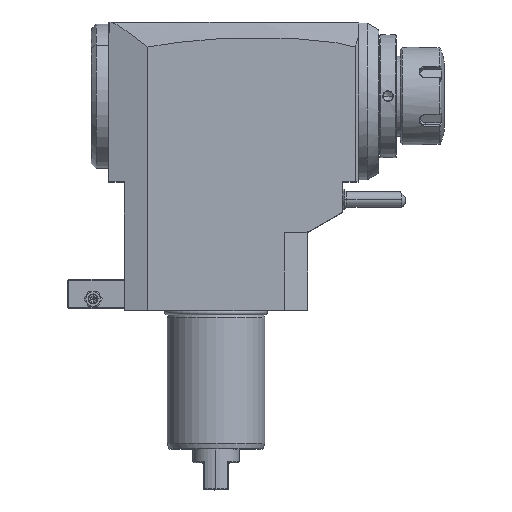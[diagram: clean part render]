
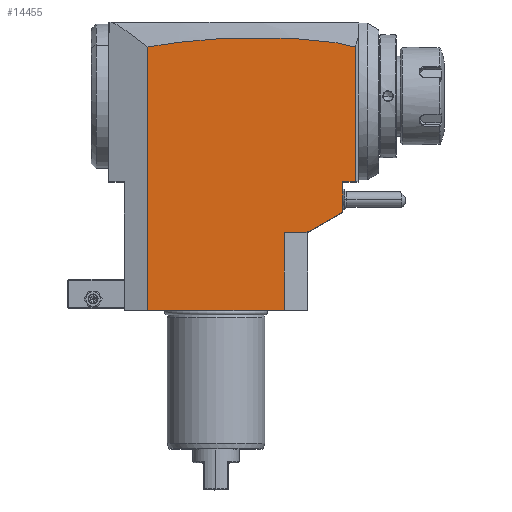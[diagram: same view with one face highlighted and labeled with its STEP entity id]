
A CAD part, top view. The second image highlights one B-rep face of the part: STEP entity #14455.
In plain terms, the highlighted planar face has unit normal (0, 0, 1).
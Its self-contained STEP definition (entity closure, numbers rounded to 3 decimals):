
#9=DIRECTION('',(-1.,0.,0.));
#10=VECTOR('',#9,70.);
#11=CARTESIAN_POINT('',(35.,0.,44.));
#12=LINE('',#11,#10);
#4198=DIRECTION('',(1.,0.,0.));
#4199=VECTOR('',#4198,11.);
#4200=CARTESIAN_POINT('',(35.,40.,44.));
#4201=LINE('',#4200,#4199);
#4214=DIRECTION('',(0.,1.,0.));
#4215=VECTOR('',#4214,40.);
#4216=CARTESIAN_POINT('',(35.,0.,44.));
#4217=LINE('',#4216,#4215);
#4246=DIRECTION('',(0.,-1.,0.));
#4247=VECTOR('',#4246,15.608);
#4248=CARTESIAN_POINT('',(65.,66.,44.));
#4249=LINE('',#4248,#4247);
#4250=DIRECTION('',(-0.866,-0.5,0.));
#4251=VECTOR('',#4250,20.785);
#4252=CARTESIAN_POINT('',(65.,50.392,44.));
#4253=LINE('',#4252,#4251);
#4254=DIRECTION('',(0.,1.,0.));
#4255=VECTOR('',#4254,0.577);
#4256=CARTESIAN_POINT('',(47.,40.,44.));
#4257=LINE('',#4256,#4255);
#4258=DIRECTION('',(0.866,0.5,0.));
#4259=VECTOR('',#4258,1.155);
#4260=CARTESIAN_POINT('',(46.,40.,44.));
#4261=LINE('',#4260,#4259);
#4262=DIRECTION('',(0.,1.,0.));
#4263=VECTOR('',#4262,135.17);
#4264=CARTESIAN_POINT('',(-35.,0.,44.));
#4265=LINE('',#4264,#4263);
#4266=CARTESIAN_POINT('',(71.5,135.054,44.));
#4267=CARTESIAN_POINT('',(71.179,135.166,44.));
#4268=CARTESIAN_POINT('',(70.506,135.391,44.));
#4269=CARTESIAN_POINT('',(69.391,135.726,44.));
#4270=CARTESIAN_POINT('',(68.203,136.049,44.));
#4271=CARTESIAN_POINT('',(66.962,136.356,44.));
#4272=CARTESIAN_POINT('',(65.699,136.642,44.));
#4273=CARTESIAN_POINT('',(64.364,136.92,44.));
#4274=CARTESIAN_POINT('',(62.9,137.199,44.));
#4275=CARTESIAN_POINT('',(61.25,137.486,44.));
#4276=CARTESIAN_POINT('',(59.361,137.784,44.));
#4277=CARTESIAN_POINT('',(57.22,138.087,44.));
#4278=CARTESIAN_POINT('',(54.816,138.388,44.));
#4279=CARTESIAN_POINT('',(52.117,138.685,44.));
#4280=CARTESIAN_POINT('',(49.04,138.977,44.));
#4281=CARTESIAN_POINT('',(45.515,139.256,44.));
#4282=CARTESIAN_POINT('',(41.536,139.51,44.));
#4283=CARTESIAN_POINT('',(37.11,139.723,44.));
#4284=CARTESIAN_POINT('',(32.411,139.878,44.));
#4285=CARTESIAN_POINT('',(27.56,139.968,44.));
#4286=CARTESIAN_POINT('',(22.553,139.991,44.));
#4287=CARTESIAN_POINT('',(17.43,139.945,44.));
#4288=CARTESIAN_POINT('',(12.269,139.829,44.));
#4289=CARTESIAN_POINT('',(7.097,139.645,44.));
#4290=CARTESIAN_POINT('',(1.885,139.39,44.));
#4291=CARTESIAN_POINT('',(-3.265,139.068,44.));
#4292=CARTESIAN_POINT('',(-8.121,138.696,44.));
#4293=CARTESIAN_POINT('',(-12.531,138.3,44.));
#4294=CARTESIAN_POINT('',(-16.628,137.878,44.));
#4295=CARTESIAN_POINT('',(-20.512,137.426,44.));
#4296=CARTESIAN_POINT('',(-24.296,136.933,44.));
#4297=CARTESIAN_POINT('',(-27.975,136.396,44.));
#4298=CARTESIAN_POINT('',(-31.551,135.812,44.));
#4299=CARTESIAN_POINT('',(-33.862,135.39,44.));
#4300=CARTESIAN_POINT('',(-35.,135.17,44.));
#4302=DIRECTION('',(0.,-1.,0.));
#4303=VECTOR('',#4302,69.054);
#4304=CARTESIAN_POINT('',(71.5,135.054,44.));
#4305=LINE('',#4304,#4303);
#4306=DIRECTION('',(1.,0.,0.));
#4307=VECTOR('',#4306,6.5);
#4308=CARTESIAN_POINT('',(65.,66.,44.));
#4309=LINE('',#4308,#4307);
#9892=VERTEX_POINT('',#4266);
#9893=VERTEX_POINT('',#4300);
#9905=CARTESIAN_POINT('',(71.5,66.,44.));
#9906=VERTEX_POINT('',#9905);
#9925=CARTESIAN_POINT('',(35.,40.,44.));
#9926=CARTESIAN_POINT('',(46.,40.,44.));
#9927=VERTEX_POINT('',#9925);
#9928=VERTEX_POINT('',#9926);
#10258=CARTESIAN_POINT('',(35.,0.,44.));
#10259=CARTESIAN_POINT('',(-35.,0.,44.));
#10260=VERTEX_POINT('',#10258);
#10261=VERTEX_POINT('',#10259);
#10272=CARTESIAN_POINT('',(65.,50.392,44.));
#10273=CARTESIAN_POINT('',(47.,40.,44.));
#10274=VERTEX_POINT('',#10272);
#10275=VERTEX_POINT('',#10273);
#10336=CARTESIAN_POINT('',(47.,40.577,44.));
#10338=VERTEX_POINT('',#10336);
#10398=CARTESIAN_POINT('',(65.,66.,44.));
#10399=VERTEX_POINT('',#10398);
#14433=CARTESIAN_POINT('',(-53.475,40.,44.));
#14434=DIRECTION('',(0.,0.,1.));
#14435=DIRECTION('',(1.,0.,0.));
#14436=AXIS2_PLACEMENT_3D('',#14433,#14434,#14435);
#14437=PLANE('',#14436);
#14439=ORIENTED_EDGE('',*,*,#14438,.F.);
#14441=ORIENTED_EDGE('',*,*,#14440,.T.);
#14442=ORIENTED_EDGE('',*,*,#14353,.T.);
#14444=ORIENTED_EDGE('',*,*,#14443,.T.);
#14446=ORIENTED_EDGE('',*,*,#14445,.F.);
#14447=ORIENTED_EDGE('',*,*,#14373,.F.);
#14448=ORIENTED_EDGE('',*,*,#14390,.F.);
#14449=ORIENTED_EDGE('',*,*,#10417,.T.);
#14450=ORIENTED_EDGE('',*,*,#10571,.T.);
#14451=ORIENTED_EDGE('',*,*,#11031,.F.);
#14452=ORIENTED_EDGE('',*,*,#11048,.T.);
#14453=EDGE_LOOP('',(#14439,#14441,#14442,#14444,#14446,#14447,#14448,#14449,
#14450,#14451,#14452));
#14454=FACE_OUTER_BOUND('',#14453,.F.);
#4301=B_SPLINE_CURVE_WITH_KNOTS('',3,(#4266,#4267,#4268,#4269,#4270,#4271,#4272,
#4273,#4274,#4275,#4276,#4277,#4278,#4279,#4280,#4281,#4282,#4283,#4284,#4285,
#4286,#4287,#4288,#4289,#4290,#4291,#4292,#4293,#4294,#4295,#4296,#4297,#4298,
#4299,#4300),.UNSPECIFIED.,.F.,.F.,(4,1,1,1,1,1,1,1,1,1,1,1,1,1,1,1,1,1,1,1,1,1,
1,1,1,1,1,1,1,1,1,1,4),(0.,0.031,0.063,0.094,0.125,0.156,
0.188,0.219,0.25,0.281,0.313,0.344,0.375,0.406,
0.438,0.469,0.5,0.531,0.563,0.594,0.625,0.656,
0.688,0.719,0.75,0.781,0.813,0.844,0.875,0.906,
0.938,0.969,1.),.UNSPECIFIED.);
#10417=EDGE_CURVE('',#10260,#10261,#12,.T.);
#10571=EDGE_CURVE('',#10261,#9893,#4265,.T.);
#11031=EDGE_CURVE('',#9892,#9893,#4301,.T.);
#11048=EDGE_CURVE('',#9892,#9906,#4305,.T.);
#14353=EDGE_CURVE('',#10274,#10275,#4253,.T.);
#14373=EDGE_CURVE('',#9927,#9928,#4201,.T.);
#14390=EDGE_CURVE('',#10260,#9927,#4217,.T.);
#14438=EDGE_CURVE('',#10399,#9906,#4309,.T.);
#14440=EDGE_CURVE('',#10399,#10274,#4249,.T.);
#14443=EDGE_CURVE('',#10275,#10338,#4257,.T.);
#14445=EDGE_CURVE('',#9928,#10338,#4261,.T.);
#14455=ADVANCED_FACE('',(#14454),#14437,.T.);
